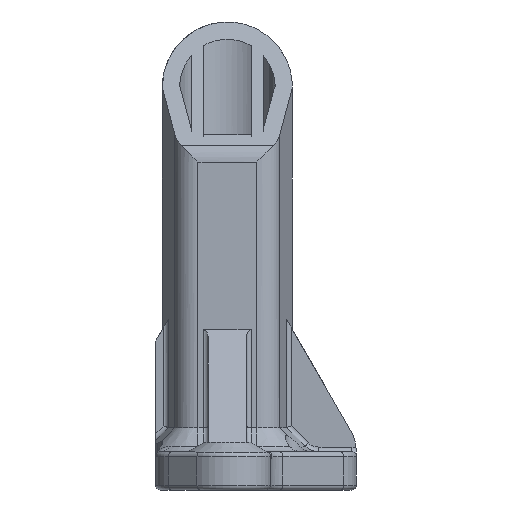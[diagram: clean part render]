
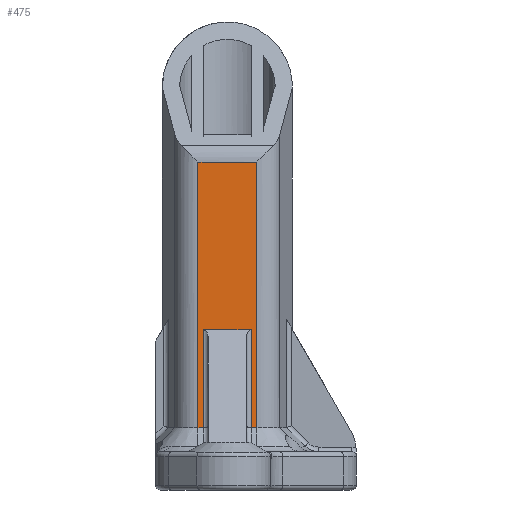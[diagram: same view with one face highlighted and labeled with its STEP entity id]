
A CAD part, front view. The second image highlights one B-rep face of the part: STEP entity #475.
In plain terms, the highlighted planar face has unit normal (0, -1, 0).
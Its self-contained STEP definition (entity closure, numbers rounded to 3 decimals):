
#319 = EDGE_CURVE ( 'NONE', #1490, #1489, #4269, .T. ) ;
#320 = EDGE_CURVE ( 'NONE', #1490, #1494, #4276, .T. ) ;
#321 = EDGE_CURVE ( 'NONE', #1494, #1495, #4274, .T. ) ;
#322 = EDGE_CURVE ( 'NONE', #1495, #1496, #4280, .T. ) ;
#323 = EDGE_CURVE ( 'NONE', #1496, #1497, #4282, .T. ) ;
#324 = EDGE_CURVE ( 'NONE', #1497, #1498, #4284, .T. ) ;
#325 = EDGE_CURVE ( 'NONE', #1498, #1499, #4286, .T. ) ;
#326 = EDGE_CURVE ( 'NONE', #1499, #1489, #4288, .T. ) ;
#475 = ADVANCED_FACE ( 'NONE', ( #4513 ), #4978, .F. ) ;
#1309 = EDGE_LOOP ( 'NONE', ( #1819, #1820, #1821, #1822, #1823, #1824, #1825, #1826 ) ) ;
#1489 = VERTEX_POINT ( 'NONE', #6310 ) ;
#1490 = VERTEX_POINT ( 'NONE', #6311 ) ;
#1494 = VERTEX_POINT ( 'NONE', #6315 ) ;
#1495 = VERTEX_POINT ( 'NONE', #6316 ) ;
#1496 = VERTEX_POINT ( 'NONE', #6317 ) ;
#1497 = VERTEX_POINT ( 'NONE', #6318 ) ;
#1498 = VERTEX_POINT ( 'NONE', #6319 ) ;
#1499 = VERTEX_POINT ( 'NONE', #6320 ) ;
#1819 = ORIENTED_EDGE ( 'NONE', *, *, #319, .F. ) ;
#1820 = ORIENTED_EDGE ( 'NONE', *, *, #320, .T. ) ;
#1821 = ORIENTED_EDGE ( 'NONE', *, *, #321, .T. ) ;
#1822 = ORIENTED_EDGE ( 'NONE', *, *, #322, .T. ) ;
#1823 = ORIENTED_EDGE ( 'NONE', *, *, #323, .T. ) ;
#1824 = ORIENTED_EDGE ( 'NONE', *, *, #324, .T. ) ;
#1825 = ORIENTED_EDGE ( 'NONE', *, *, #325, .T. ) ;
#1826 = ORIENTED_EDGE ( 'NONE', *, *, #326, .T. ) ;
#2337 = AXIS2_PLACEMENT_3D ( 'NONE', #4976, #4981, #4982 ) ;
#3852 = CARTESIAN_POINT ( 'NONE',  ( -10., -13.625, 13. ) ) ;
#3858 = CARTESIAN_POINT ( 'NONE',  ( -10., -13.625, 33.578 ) ) ;
#3859 = DIRECTION ( 'NONE',  ( -1., 0., 0. ) ) ;
#3860 = CARTESIAN_POINT ( 'NONE',  ( 5., -13.625, 13. ) ) ;
#3862 = DIRECTION ( 'NONE',  ( 0., 0., -1. ) ) ;
#3863 = DIRECTION ( 'NONE',  ( 1., 0., 0. ) ) ;
#3864 = CARTESIAN_POINT ( 'NONE',  ( 6.156, -13.625, 98. ) ) ;
#3865 = DIRECTION ( 'NONE',  ( 0., 0., 1. ) ) ;
#3866 = CARTESIAN_POINT ( 'NONE',  ( -10., -13.625, 68.679 ) ) ;
#3867 = DIRECTION ( 'NONE',  ( -1., 0., 0. ) ) ;
#3868 = CARTESIAN_POINT ( 'NONE',  ( -6.156, -13.625, 98. ) ) ;
#3869 = DIRECTION ( 'NONE',  ( 0., 0., -1. ) ) ;
#3870 = CARTESIAN_POINT ( 'NONE',  ( -10., -13.625, 13. ) ) ;
#3871 = DIRECTION ( 'NONE',  ( 1., 0., 0. ) ) ;
#3872 = CARTESIAN_POINT ( 'NONE',  ( -5., -13.625, 98. ) ) ;
#3873 = DIRECTION ( 'NONE',  ( 0., 0., 1. ) ) ;
#4269 = LINE ( 'NONE', #3858, #4277 ) ;
#4274 = LINE ( 'NONE', #3852, #4281 ) ;
#4276 = LINE ( 'NONE', #3860, #4279 ) ;
#4277 = VECTOR ( 'NONE', #3859, 1000. ) ;
#4279 = VECTOR ( 'NONE', #3862, 1000. ) ;
#4280 = LINE ( 'NONE', #3864, #4283 ) ;
#4281 = VECTOR ( 'NONE', #3863, 1000. ) ;
#4282 = LINE ( 'NONE', #3866, #4285 ) ;
#4283 = VECTOR ( 'NONE', #3865, 1000. ) ;
#4284 = LINE ( 'NONE', #3868, #4287 ) ;
#4285 = VECTOR ( 'NONE', #3867, 1000. ) ;
#4286 = LINE ( 'NONE', #3870, #4289 ) ;
#4287 = VECTOR ( 'NONE', #3869, 1000. ) ;
#4288 = LINE ( 'NONE', #3872, #4291 ) ;
#4289 = VECTOR ( 'NONE', #3871, 1000. ) ;
#4291 = VECTOR ( 'NONE', #3873, 1000. ) ;
#4513 = FACE_OUTER_BOUND ( 'NONE', #1309, .T. ) ;
#4976 = CARTESIAN_POINT ( 'NONE',  ( -10., -13.625, 98. ) ) ;
#4978 = PLANE ( 'NONE',  #2337 ) ;
#4981 = DIRECTION ( 'NONE',  ( 0., 1., 0. ) ) ;
#4982 = DIRECTION ( 'NONE',  ( -1., 0., 0. ) ) ;
#6310 = CARTESIAN_POINT ( 'NONE',  ( -5., -13.625, 33.578 ) ) ;
#6311 = CARTESIAN_POINT ( 'NONE',  ( 5., -13.625, 33.578 ) ) ;
#6315 = CARTESIAN_POINT ( 'NONE',  ( 5., -13.625, 13. ) ) ;
#6316 = CARTESIAN_POINT ( 'NONE',  ( 6.156, -13.625, 13. ) ) ;
#6317 = CARTESIAN_POINT ( 'NONE',  ( 6.156, -13.625, 68.679 ) ) ;
#6318 = CARTESIAN_POINT ( 'NONE',  ( -6.156, -13.625, 68.679 ) ) ;
#6319 = CARTESIAN_POINT ( 'NONE',  ( -6.156, -13.625, 13. ) ) ;
#6320 = CARTESIAN_POINT ( 'NONE',  ( -5., -13.625, 13. ) ) ;
